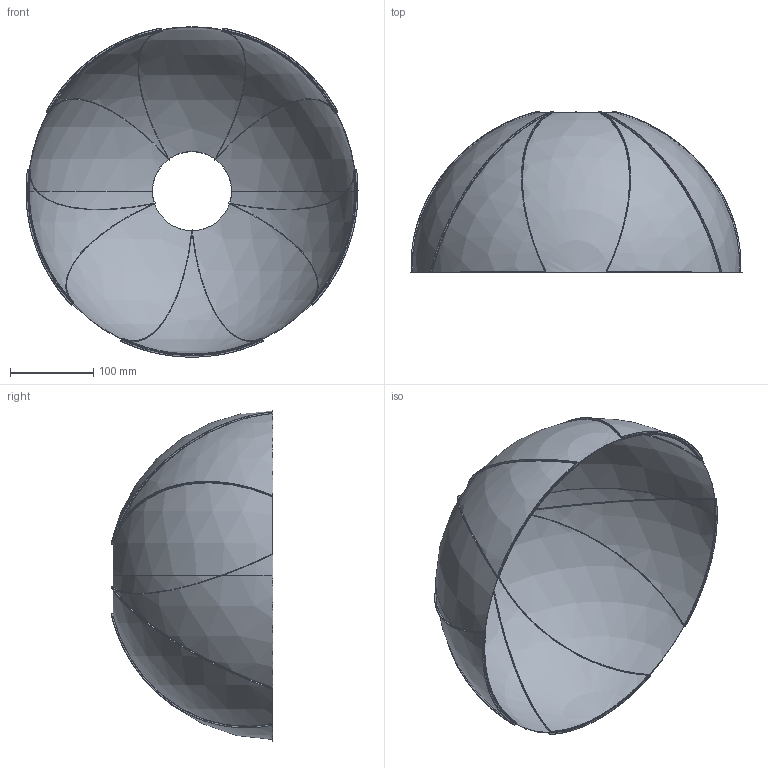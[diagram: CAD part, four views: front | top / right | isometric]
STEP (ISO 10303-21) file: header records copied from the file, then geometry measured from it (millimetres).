
FILE_DESCRIPTION (( 'STEP AP203' ), '1' );
FILE_NAME ('one.STEP', '2022-09-12T16:48:31', ( '' ), ( '' ), 'SwSTEP 2.0', 'SolidWorks 2022', '' );
FILE_SCHEMA (( 'CONFIG_CONTROL_DESIGN' ));
Length unit declared in the file: metre
Products named in the file (1): one
Bounding box: 399.06 x 193.93 x 397.03 mm (x, y, z)
Volume: 122276.5 mm3; surface area: 498756.1 mm2
Topology: 1 solids, 1 shells, 84 faces, 266 edges, 180 vertices
Faces by surface type: bspline 45, sphere 28, cone 6, plane 5
Entity records: 13476 total; most frequent: CARTESIAN_POINT 11609, ORIENTED_EDGE 524, EDGE_CURVE 262, B_SPLINE_CURVE_WITH_KNOTS 212, DIRECTION 179, VERTEX_POINT 178, AXIS2_PLACEMENT_3D 89, ADVANCED_FACE 84
